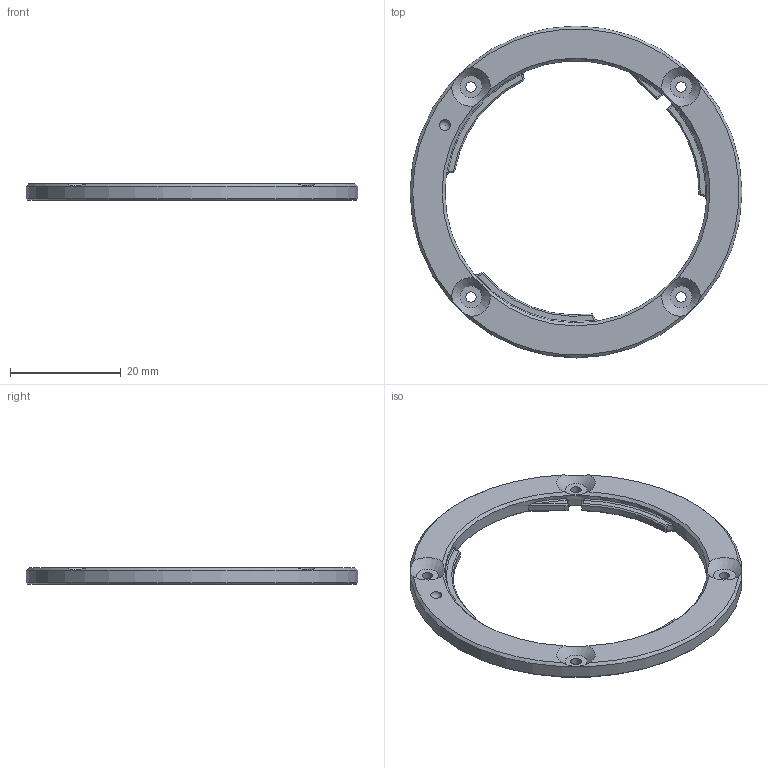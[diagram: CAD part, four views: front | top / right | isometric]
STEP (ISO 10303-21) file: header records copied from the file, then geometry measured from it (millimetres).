
FILE_DESCRIPTION(/* description */ ('Unknown'),/* implementation_level */ '2;1');
FILE_NAME(/* name */ 'mountLensDumbBody_OM_PENF',/* time_stamp */ '2025-08-07T17:28:17-04:00',/* author */ ('Unknown'),/* organization */ ('Unknown'),/* preprocessor_version */ 'ST-DEVELOPER v18.1',/* originating_system */ 'Solid Edge',/* authorisation */ 'Unknown');
FILE_SCHEMA (('AUTOMOTIVE_DESIGN {1 0 10303 214 3 1 1}'));
Length unit declared in the file: millimetre
Products named in the file (2): dumbAdapter_PENF; dumbBodyFlange_OM_PENF
Assembly tree (1 placements, depth 2):
  dumbAdapter_PENF
    dumbBodyFlange_OM_PENF
Bounding box: 60 x 60 x 3 mm (x, y, z)
Volume: 3134.5 mm3; surface area: 3225.5 mm2
Topology: 1 solids, 1 shells, 105 faces, 255 edges, 151 vertices
Faces by surface type: plane 52, cone 33, cylinder 15, torus 4, sphere 1
Full cylindrical faces by diameter (mm): 1.89 x4, 47.4 x1, 60 x1
Entity records: 3685 total; most frequent: CARTESIAN_POINT 611, DIRECTION 491, ORIENTED_EDGE 450, EDGE_CURVE 225, AXIS2_PLACEMENT_3D 199, VERTEX_POINT 139, EDGE_LOOP 132, FACE_BOUND 132
